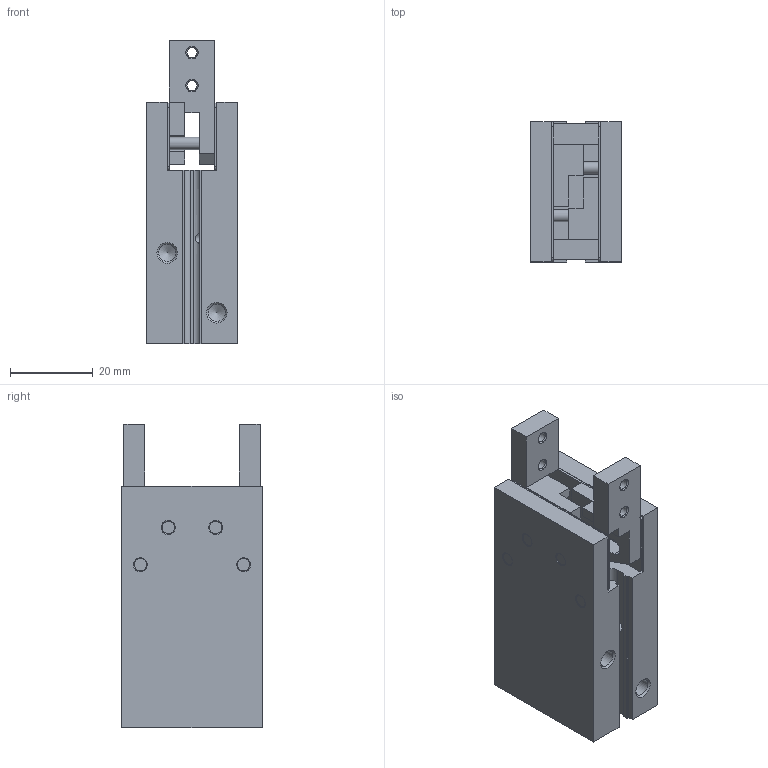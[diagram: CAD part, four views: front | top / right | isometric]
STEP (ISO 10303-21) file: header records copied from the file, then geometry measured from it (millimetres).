
FILE_DESCRIPTION( ( 'STEP AP203' ), '1' );
FILE_NAME( 'MCHB-16(33).stp', '2020-01-31T12:20:24', ( '' ), ( '' ), ' ', 'PARTsolutions', ' ' );
FILE_SCHEMA( ( 'CONFIG_CONTROL_DESIGN' ) );
Length unit declared in the file: millimetre
Products named in the file (3): MCHB-16(33); _MCHB-16_(b); _MCHB-16_(g)
Assembly tree (3 placements, depth 2):
  MCHB-16(33)
    _MCHB-16_(b)
    _MCHB-16_(g)  x2
Bounding box: 22 x 34 x 73.5 mm (x, y, z)
Volume: 38063 mm3; surface area: 13827.5 mm2
Topology: 3 solids, 3 shells, 166 faces, 431 edges, 278 vertices
Faces by surface type: plane 89, cylinder 45, cone 32
Full cylindrical faces by diameter (mm): 2.459 x4, 3 x10, 3.242 x6, 4.134 x2, 18 x1
Entity records: 4083 total; most frequent: CARTESIAN_POINT 736, DIRECTION 679, ORIENTED_EDGE 598, EDGE_CURVE 299, AXIS2_PLACEMENT_3D 244, VERTEX_POINT 225, EDGE_LOOP 206, LINE 191
